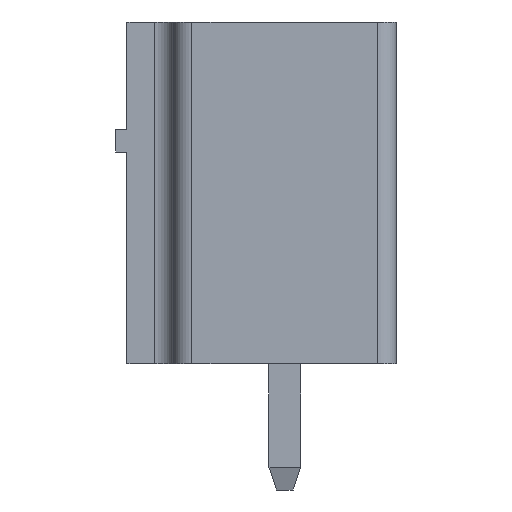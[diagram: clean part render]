
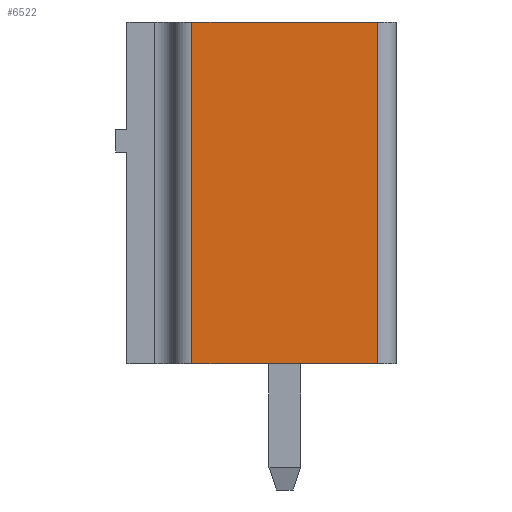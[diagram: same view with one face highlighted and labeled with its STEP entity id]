
A CAD part, left-side view. The second image highlights one B-rep face of the part: STEP entity #6522.
In plain terms, the highlighted planar face has unit normal (-1, 0, 0).
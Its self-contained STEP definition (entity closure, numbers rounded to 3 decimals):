
#44 = PLANE('',#45);
#45 = AXIS2_PLACEMENT_3D('',#46,#47,#48);
#46 = CARTESIAN_POINT('',(-6.9,-3.,0.));
#47 = DIRECTION('',(0.,0.,-1.));
#48 = DIRECTION('',(-1.,0.,0.));
#72 = CYLINDRICAL_SURFACE('',#73,0.5);
#73 = AXIS2_PLACEMENT_3D('',#74,#75,#76);
#74 = CARTESIAN_POINT('',(-6.4,-2.5,0.));
#75 = DIRECTION('',(0.,0.,1.));
#76 = DIRECTION('',(0.,-1.,0.));
#100 = PLANE('',#101);
#101 = AXIS2_PLACEMENT_3D('',#102,#103,#104);
#102 = CARTESIAN_POINT('',(-6.9,-3.,9.2));
#103 = DIRECTION('',(0.,0.,-1.));
#104 = DIRECTION('',(-1.,0.,0.));
#143 = VERTEX_POINT('',#144);
#144 = CARTESIAN_POINT('',(-6.9,-2.5,0.));
#166 = EDGE_CURVE('',#167,#143,#169,.T.);
#167 = VERTEX_POINT('',#168);
#168 = CARTESIAN_POINT('',(-6.9,2.5,0.));
#169 = SURFACE_CURVE('',#170,(#174,#181),.PCURVE_S1.);
#170 = LINE('',#171,#172);
#171 = CARTESIAN_POINT('',(-6.9,3.,0.));
#172 = VECTOR('',#173,1.);
#173 = DIRECTION('',(0.,-1.,0.));
#174 = PCURVE('',#44,#175);
#175 = DEFINITIONAL_REPRESENTATION('',(#176),#180);
#176 = LINE('',#177,#178);
#177 = CARTESIAN_POINT('',(0.,6.));
#178 = VECTOR('',#179,1.);
#179 = DIRECTION('',(0.,-1.));
#180 = ( GEOMETRIC_REPRESENTATION_CONTEXT(2)
PARAMETRIC_REPRESENTATION_CONTEXT() REPRESENTATION_CONTEXT('2D SPACE',''
) );
#181 = PCURVE('',#182,#187);
#182 = PLANE('',#183);
#183 = AXIS2_PLACEMENT_3D('',#184,#185,#186);
#184 = CARTESIAN_POINT('',(-6.9,3.,0.));
#185 = DIRECTION('',(1.,0.,0.));
#186 = DIRECTION('',(0.,-1.,0.));
#187 = DEFINITIONAL_REPRESENTATION('',(#188),#192);
#188 = LINE('',#189,#190);
#189 = CARTESIAN_POINT('',(0.,0.));
#190 = VECTOR('',#191,1.);
#191 = DIRECTION('',(1.,0.));
#192 = ( GEOMETRIC_REPRESENTATION_CONTEXT(2)
PARAMETRIC_REPRESENTATION_CONTEXT() REPRESENTATION_CONTEXT('2D SPACE',''
) );
#215 = CYLINDRICAL_SURFACE('',#216,0.5);
#216 = AXIS2_PLACEMENT_3D('',#217,#218,#219);
#217 = CARTESIAN_POINT('',(-6.4,2.5,0.));
#218 = DIRECTION('',(0.,0.,1.));
#219 = DIRECTION('',(0.,1.,0.));
#1682 = EDGE_CURVE('',#143,#1683,#1685,.T.);
#1683 = VERTEX_POINT('',#1684);
#1684 = CARTESIAN_POINT('',(-6.9,-2.5,9.2));
#1685 = SURFACE_CURVE('',#1686,(#1690,#1697),.PCURVE_S1.);
#1686 = LINE('',#1687,#1688);
#1687 = CARTESIAN_POINT('',(-6.9,-2.5,0.));
#1688 = VECTOR('',#1689,1.);
#1689 = DIRECTION('',(0.,0.,1.));
#1690 = PCURVE('',#72,#1691);
#1691 = DEFINITIONAL_REPRESENTATION('',(#1692),#1696);
#1692 = LINE('',#1693,#1694);
#1693 = CARTESIAN_POINT('',(-1.571,0.));
#1694 = VECTOR('',#1695,1.);
#1695 = DIRECTION('',(0.,1.));
#1696 = ( GEOMETRIC_REPRESENTATION_CONTEXT(2)
PARAMETRIC_REPRESENTATION_CONTEXT() REPRESENTATION_CONTEXT('2D SPACE',''
) );
#1697 = PCURVE('',#182,#1698);
#1698 = DEFINITIONAL_REPRESENTATION('',(#1699),#1703);
#1699 = LINE('',#1700,#1701);
#1700 = CARTESIAN_POINT('',(5.5,0.));
#1701 = VECTOR('',#1702,1.);
#1702 = DIRECTION('',(0.,-1.));
#1703 = ( GEOMETRIC_REPRESENTATION_CONTEXT(2)
PARAMETRIC_REPRESENTATION_CONTEXT() REPRESENTATION_CONTEXT('2D SPACE',''
) );
#1787 = EDGE_CURVE('',#1788,#1683,#1790,.T.);
#1788 = VERTEX_POINT('',#1789);
#1789 = CARTESIAN_POINT('',(-6.9,2.5,9.2));
#1790 = SURFACE_CURVE('',#1791,(#1795,#1802),.PCURVE_S1.);
#1791 = LINE('',#1792,#1793);
#1792 = CARTESIAN_POINT('',(-6.9,3.,9.2));
#1793 = VECTOR('',#1794,1.);
#1794 = DIRECTION('',(0.,-1.,0.));
#1795 = PCURVE('',#100,#1796);
#1796 = DEFINITIONAL_REPRESENTATION('',(#1797),#1801);
#1797 = LINE('',#1798,#1799);
#1798 = CARTESIAN_POINT('',(0.,6.));
#1799 = VECTOR('',#1800,1.);
#1800 = DIRECTION('',(0.,-1.));
#1801 = ( GEOMETRIC_REPRESENTATION_CONTEXT(2)
PARAMETRIC_REPRESENTATION_CONTEXT() REPRESENTATION_CONTEXT('2D SPACE',''
) );
#1802 = PCURVE('',#182,#1803);
#1803 = DEFINITIONAL_REPRESENTATION('',(#1804),#1808);
#1804 = LINE('',#1805,#1806);
#1805 = CARTESIAN_POINT('',(0.,-9.2));
#1806 = VECTOR('',#1807,1.);
#1807 = DIRECTION('',(1.,0.));
#1808 = ( GEOMETRIC_REPRESENTATION_CONTEXT(2)
PARAMETRIC_REPRESENTATION_CONTEXT() REPRESENTATION_CONTEXT('2D SPACE',''
) );
#6522 = ADVANCED_FACE('',(#6523),#182,.F.);
#6523 = FACE_BOUND('',#6524,.F.);
#6524 = EDGE_LOOP('',(#6525,#6526,#6547,#6548));
#6525 = ORIENTED_EDGE('',*,*,#166,.F.);
#6526 = ORIENTED_EDGE('',*,*,#6527,.T.);
#6527 = EDGE_CURVE('',#167,#1788,#6528,.T.);
#6528 = SURFACE_CURVE('',#6529,(#6533,#6540),.PCURVE_S1.);
#6529 = LINE('',#6530,#6531);
#6530 = CARTESIAN_POINT('',(-6.9,2.5,0.));
#6531 = VECTOR('',#6532,1.);
#6532 = DIRECTION('',(0.,0.,1.));
#6533 = PCURVE('',#182,#6534);
#6534 = DEFINITIONAL_REPRESENTATION('',(#6535),#6539);
#6535 = LINE('',#6536,#6537);
#6536 = CARTESIAN_POINT('',(0.5,0.));
#6537 = VECTOR('',#6538,1.);
#6538 = DIRECTION('',(0.,-1.));
#6539 = ( GEOMETRIC_REPRESENTATION_CONTEXT(2)
PARAMETRIC_REPRESENTATION_CONTEXT() REPRESENTATION_CONTEXT('2D SPACE',''
) );
#6540 = PCURVE('',#215,#6541);
#6541 = DEFINITIONAL_REPRESENTATION('',(#6542),#6546);
#6542 = LINE('',#6543,#6544);
#6543 = CARTESIAN_POINT('',(1.571,0.));
#6544 = VECTOR('',#6545,1.);
#6545 = DIRECTION('',(0.,1.));
#6546 = ( GEOMETRIC_REPRESENTATION_CONTEXT(2)
PARAMETRIC_REPRESENTATION_CONTEXT() REPRESENTATION_CONTEXT('2D SPACE',''
) );
#6547 = ORIENTED_EDGE('',*,*,#1787,.T.);
#6548 = ORIENTED_EDGE('',*,*,#1682,.F.);
